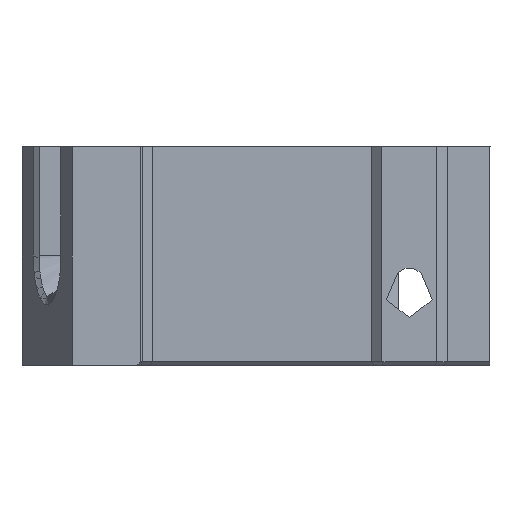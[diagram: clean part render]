
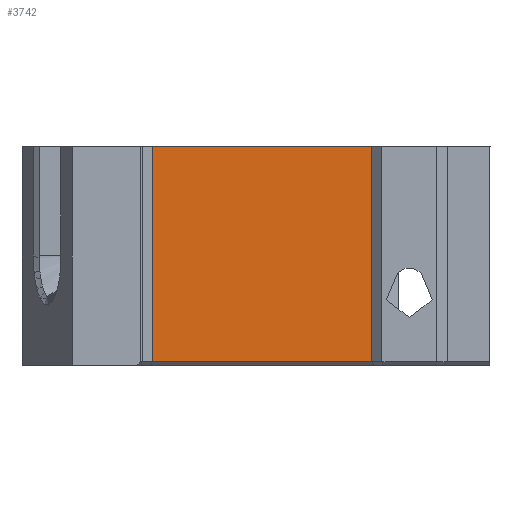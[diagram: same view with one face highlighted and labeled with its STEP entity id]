
A CAD part, left-side view. The second image highlights one B-rep face of the part: STEP entity #3742.
In plain terms, the highlighted planar face has unit normal (-1, 0, 0).
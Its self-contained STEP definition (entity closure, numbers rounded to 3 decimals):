
#298=FACE_OUTER_BOUND('',#502,.T.);
#502=EDGE_LOOP('',(#2638,#2639,#2640,#2641));
#749=LINE('',#5330,#1145);
#794=LINE('',#5463,#1190);
#796=LINE('',#5467,#1192);
#797=LINE('',#5468,#1193);
#1145=VECTOR('',#4354,10.);
#1190=VECTOR('',#4437,10.);
#1192=VECTOR('',#4441,10.);
#1193=VECTOR('',#4442,10.);
#1517=VERTEX_POINT('',#5327);
#1518=VERTEX_POINT('',#5329);
#1556=VERTEX_POINT('',#5462);
#1557=VERTEX_POINT('',#5466);
#1918=EDGE_CURVE('',#1518,#1517,#749,.T.);
#1971=EDGE_CURVE('',#1556,#1517,#794,.T.);
#1973=EDGE_CURVE('',#1557,#1518,#796,.T.);
#1974=EDGE_CURVE('',#1557,#1556,#797,.T.);
#2638=ORIENTED_EDGE('',*,*,#1973,.T.);
#2639=ORIENTED_EDGE('',*,*,#1918,.T.);
#2640=ORIENTED_EDGE('',*,*,#1971,.F.);
#2641=ORIENTED_EDGE('',*,*,#1974,.F.);
#3583=PLANE('',#3971);
#3742=ADVANCED_FACE('',(#298),#3583,.F.);
#3971=AXIS2_PLACEMENT_3D('',#5465,#4439,#4440);
#4354=DIRECTION('',(0.,1.,0.));
#4437=DIRECTION('',(0.,0.,1.));
#4439=DIRECTION('center_axis',(1.,0.,0.));
#4440=DIRECTION('ref_axis',(0.,0.,-1.));
#4441=DIRECTION('',(0.,0.,1.));
#4442=DIRECTION('',(0.,1.,0.));
#5327=CARTESIAN_POINT('',(-7.5,38.55,8.7));
#5329=CARTESIAN_POINT('',(-7.5,13.225,8.7));
#5330=CARTESIAN_POINT('',(-7.5,27.83,8.7));
#5462=CARTESIAN_POINT('',(-7.5,38.55,-15.3));
#5463=CARTESIAN_POINT('',(-7.5,38.55,-3.3));
#5465=CARTESIAN_POINT('Origin',(-7.5,25.888,-3.3));
#5466=CARTESIAN_POINT('',(-7.5,13.225,-15.3));
#5467=CARTESIAN_POINT('',(-7.5,13.225,-3.3));
#5468=CARTESIAN_POINT('',(-7.5,25.831,-15.3));
